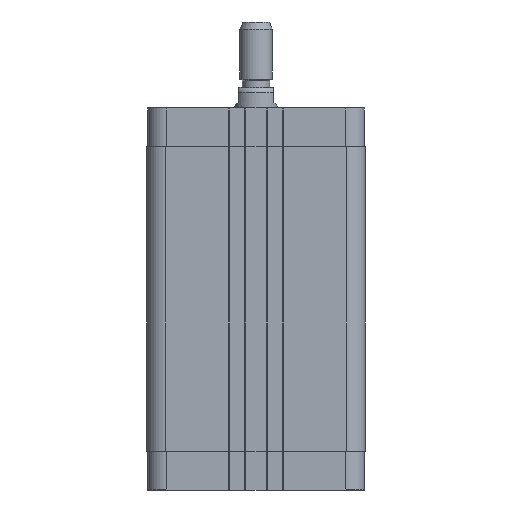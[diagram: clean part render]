
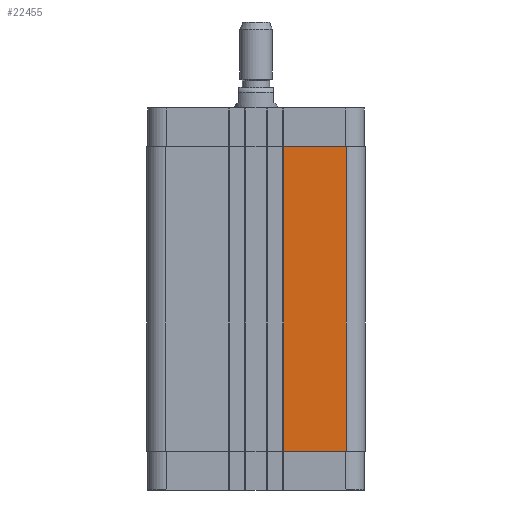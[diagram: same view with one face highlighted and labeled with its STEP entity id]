
A CAD part, front view. The second image highlights one B-rep face of the part: STEP entity #22455.
In plain terms, the highlighted planar face has unit normal (0, -1, 0).
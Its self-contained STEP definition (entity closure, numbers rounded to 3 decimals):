
#987=PLANE($,#23378);
#2138=FACE_OUTER_BOUND($,#3461,.T.);
#3461=EDGE_LOOP($,(#19977,#19978,#19979,#19980));
#4956=LINE($,#43842,#6683);
#5101=LINE($,#44265,#6828);
#5146=LINE($,#44412,#6873);
#5147=LINE($,#44414,#6874);
#6683=VECTOR($,#26107,2.275);
#6828=VECTOR($,#26534,2.275);
#6873=VECTOR($,#26669,11.15);
#6874=VECTOR($,#26672,11.15);
#10340=VERTEX_POINT($,#43839);
#10341=VERTEX_POINT($,#43841);
#10477=VERTEX_POINT($,#44262);
#10478=VERTEX_POINT($,#44264);
#13500=EDGE_CURVE($,#10341,#10340,#4956,.T.);
#13711=EDGE_CURVE($,#10478,#10477,#5101,.T.);
#13786=EDGE_CURVE($,#10477,#10341,#5146,.T.);
#13787=EDGE_CURVE($,#10478,#10340,#5147,.T.);
#19977=ORIENTED_EDGE($,*,*,#13500,.T.);
#19978=ORIENTED_EDGE($,*,*,#13787,.F.);
#19979=ORIENTED_EDGE($,*,*,#13711,.T.);
#19980=ORIENTED_EDGE($,*,*,#13786,.T.);
#22455=ADVANCED_FACE($,(#2138),#987,.T.);
#23378=AXIS2_PLACEMENT_3D($,#44413,#26670,#26671);
#26107=DIRECTION($,(-1.,0.,0.));
#26534=DIRECTION($,(1.,0.,0.));
#26669=DIRECTION($,(0.,0.,1.));
#26670=DIRECTION('center_axis',(0.,-1.,0.));
#26671=DIRECTION('ref_axis',(1.,0.,0.));
#26672=DIRECTION($,(0.,0.,1.));
#43839=CARTESIAN_POINT('',(1.025,-4.,12.575));
#43841=CARTESIAN_POINT('',(3.3,-4.,12.575));
#43842=CARTESIAN_POINT($,(3.3,-4.,12.575));
#44262=CARTESIAN_POINT('',(3.3,-4.,1.425));
#44264=CARTESIAN_POINT('',(1.025,-4.,1.425));
#44265=CARTESIAN_POINT($,(1.025,-4.,1.425));
#44412=CARTESIAN_POINT($,(3.3,-4.,1.425));
#44413=CARTESIAN_POINT('Origin',(3.3,-4.,22.5));
#44414=CARTESIAN_POINT($,(1.025,-4.,1.425));
